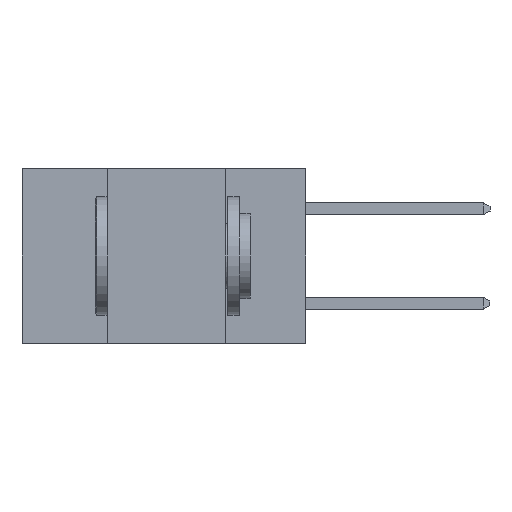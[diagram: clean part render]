
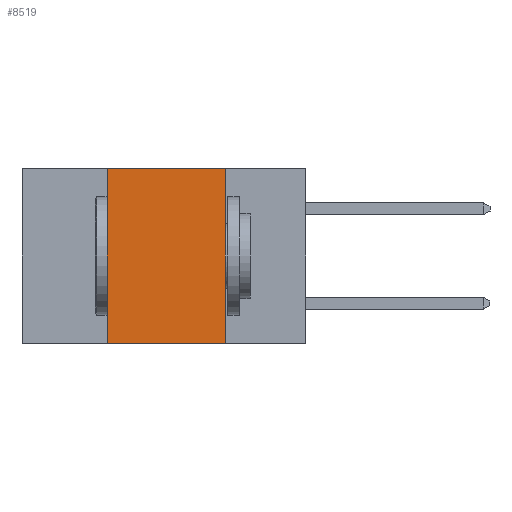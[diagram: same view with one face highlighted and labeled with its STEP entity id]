
A CAD part, left-side view. The second image highlights one B-rep face of the part: STEP entity #8519.
In plain terms, the highlighted planar face has unit normal (-1, 0, 0).
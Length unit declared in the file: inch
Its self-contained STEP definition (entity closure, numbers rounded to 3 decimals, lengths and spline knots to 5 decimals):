
#156 = ORIENTED_EDGE ( 'NONE', *, *, #19820, .F. ) ;
#711 = ORIENTED_EDGE ( 'NONE', *, *, #15797, .F. ) ;
#1206 = DIRECTION ( 'NONE',  ( 0., 0., 1. ) ) ;
#1834 = VERTEX_POINT ( 'NONE', #9067 ) ;
#3056 = VERTEX_POINT ( 'NONE', #22084 ) ;
#3348 = LINE ( 'NONE', #7980, #17243 ) ;
#4162 = CARTESIAN_POINT ( 'NONE',  ( 0., 0.42, -0.37 ) ) ;
#4815 = VECTOR ( 'NONE', #21506, 39.37008 ) ;
#4859 = AXIS2_PLACEMENT_3D ( 'NONE', #8064, #8039, #8007 ) ;
#5543 = LINE ( 'NONE', #15168, #13728 ) ;
#6796 = CARTESIAN_POINT ( 'NONE',  ( 0., 0.17, 0. ) ) ;
#7980 = CARTESIAN_POINT ( 'NONE',  ( 0., 0.17, 0. ) ) ;
#8007 = DIRECTION ( 'NONE',  ( 0., 0., -1. ) ) ;
#8039 = DIRECTION ( 'NONE',  ( 1., 0., 0. ) ) ;
#8064 = CARTESIAN_POINT ( 'NONE',  ( 0., 0.6, 0. ) ) ;
#8202 = PLANE ( 'NONE',  #4859 ) ;
#8519 = ADVANCED_FACE ( 'NONE', ( #14950 ), #8202, .F. ) ;
#9067 = CARTESIAN_POINT ( 'NONE',  ( 0., 0.17, -0.37 ) ) ;
#9291 = LINE ( 'NONE', #18836, #17409 ) ;
#10303 = DIRECTION ( 'NONE',  ( 0., -1., 0. ) ) ;
#10623 = ORIENTED_EDGE ( 'NONE', *, *, #11733, .F. ) ;
#11733 = EDGE_CURVE ( 'NONE', #15475, #3056, #5543, .T. ) ;
#12237 = EDGE_LOOP ( 'NONE', ( #156, #711, #10623, #16273 ) ) ;
#13037 = CARTESIAN_POINT ( 'NONE',  ( 0., 0.6, -0.37 ) ) ;
#13728 = VECTOR ( 'NONE', #1206, 39.37008 ) ;
#14067 = LINE ( 'NONE', #13037, #4815 ) ;
#14950 = FACE_OUTER_BOUND ( 'NONE', #12237, .T. ) ;
#15168 = CARTESIAN_POINT ( 'NONE',  ( 0., 0.42, 0. ) ) ;
#15475 = VERTEX_POINT ( 'NONE', #4162 ) ;
#15797 = EDGE_CURVE ( 'NONE', #3056, #21681, #9291, .T. ) ;
#16273 = ORIENTED_EDGE ( 'NONE', *, *, #18392, .T. ) ;
#16610 = DIRECTION ( 'NONE',  ( 0., 0., -1. ) ) ;
#17243 = VECTOR ( 'NONE', #16610, 39.37008 ) ;
#17409 = VECTOR ( 'NONE', #10303, 39.37008 ) ;
#18392 = EDGE_CURVE ( 'NONE', #15475, #1834, #14067, .T. ) ;
#18836 = CARTESIAN_POINT ( 'NONE',  ( 0., 0.6, 0. ) ) ;
#19820 = EDGE_CURVE ( 'NONE', #21681, #1834, #3348, .T. ) ;
#21506 = DIRECTION ( 'NONE',  ( 0., -1., 0. ) ) ;
#21681 = VERTEX_POINT ( 'NONE', #6796 ) ;
#22084 = CARTESIAN_POINT ( 'NONE',  ( 0., 0.42, 0. ) ) ;
